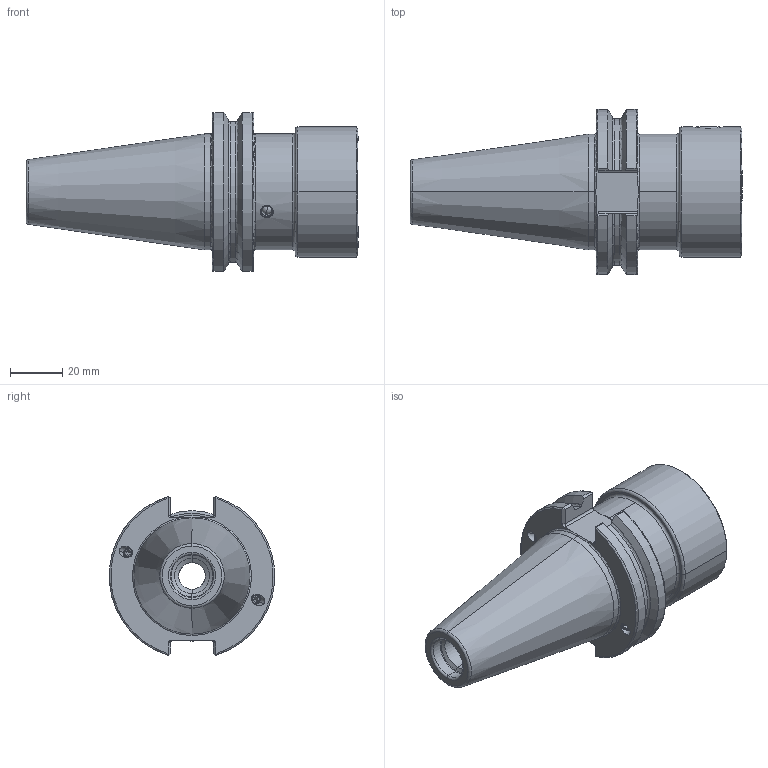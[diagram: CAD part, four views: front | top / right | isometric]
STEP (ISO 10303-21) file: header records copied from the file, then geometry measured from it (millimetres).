
FILE_DESCRIPTION (( 'STEP AP203' ), '1' );
FILE_NAME ('104.440.050.059.STEP', '2024-08-26T12:26:02', ( '' ), ( '' ), 'SwSTEP 2.0', 'SolidWorks 2022', '' );
FILE_SCHEMA (( 'CONFIG_CONTROL_DESIGN' ));
Length unit declared in the file: millimetre
Products named in the file (5): CB4-ST5.K01.059_C; ST5-ER1.001.012_A; KVT_MB_600_050; 104.440.050.059; ISO 4026 - M4 x 5_PreviewCfg
Assembly tree (5 placements, depth 2):
  104.440.050.059
    CB4-ST5.K01.059_C
    ST5-ER1.001.012_A
    KVT_MB_600_050
    ISO 4026 - M4 x 5_PreviewCfg  x2
Bounding box: 127.25 x 63.28 x 60.87 mm (x, y, z)
Volume: 153692.1 mm3; surface area: 31517.6 mm2
Topology: 6 solids, 6 shells, 270 faces, 676 edges, 414 vertices
Faces by surface type: cylinder 95, plane 70, cone 66, torus 29, bspline 8, sphere 2
Entity records: 10063 total; most frequent: CARTESIAN_POINT 4161, ORIENTED_EDGE 1148, DIRECTION 1107, EDGE_CURVE 574, AXIS2_PLACEMENT_3D 431, VERTEX_POINT 352, EDGE_LOOP 252, LINE 245
